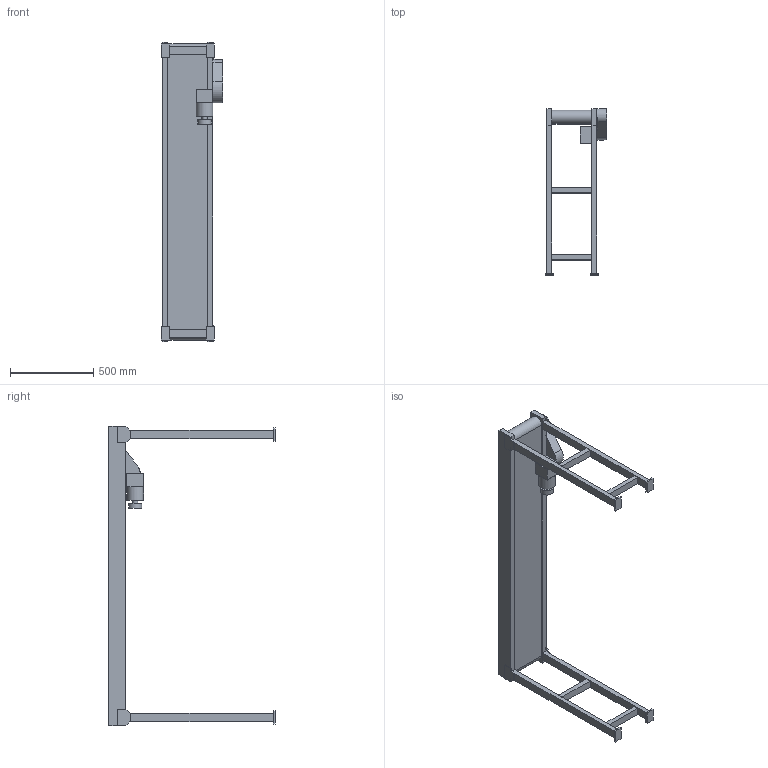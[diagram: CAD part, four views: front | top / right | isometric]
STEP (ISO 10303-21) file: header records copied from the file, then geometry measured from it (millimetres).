
FILE_DESCRIPTION(/* description */ (''),/* implementation_level */ '2;1');
FILE_NAME(/* name */ 'Esteira1800x1000.stp',/* time_stamp */ '2017-12-19T18:42:40-02:00',/* author */ ('1513 IRON'),/* organization */ (''),/* preprocessor_version */ 'ST-DEVELOPER v16.13',/* originating_system */ 'Autodesk Inventor 2018',/* authorisation */ '');
FILE_SCHEMA (('AUTOMOTIVE_DESIGN { 1 0 10303 214 3 1 1 }'));
Length unit declared in the file: millimetre
Products named in the file (1): Straight Belt Conveyor
Bounding box: 370 x 1000 x 1800 mm (x, y, z)
Volume: 54944287.1 mm3; surface area: 2433835.5 mm2
Topology: 1 solids, 1 shells, 130 faces, 341 edges, 221 vertices
Faces by surface type: plane 123, cylinder 7
Full cylindrical faces by diameter (mm): 30 x1, 80 x1, 100 x1
Entity records: 4126 total; most frequent: CARTESIAN_POINT 690, ORIENTED_EDGE 676, DIRECTION 621, EDGE_CURVE 338, LINE 317, VECTOR 317, VERTEX_POINT 221, AXIS2_PLACEMENT_3D 152
